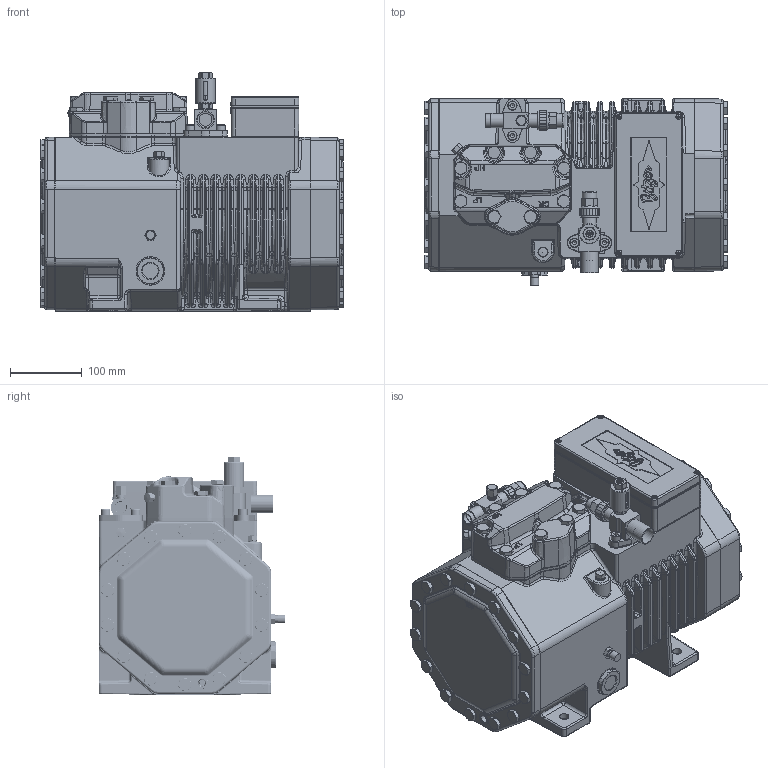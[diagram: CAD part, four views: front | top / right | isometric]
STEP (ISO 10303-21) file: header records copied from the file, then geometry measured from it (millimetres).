
FILE_DESCRIPTION(/* description */ (''),/* implementation_level */ '2;1');
FILE_NAME(/* name */ '2ESL-4K_2CSL-6K_STANDARD.stp',/* time_stamp */ '2013-10-01T15:52:31+02:00',/* author */ (''),/* organization */ (''),/* preprocessor_version */ 'ST-DEVELOPER v14',/* originating_system */ 'SIEMENS PLM Software NX 8.0',/* authorisation */ '');
FILE_SCHEMA (('AUTOMOTIVE_DESIGN { 1 0 10303 214 3 1 1 1 }'));
Products named in the file (5): PROTECT_CAP_PRESS_REL_VALVE; SHUT-OFF_VALVE_D22L_GAS_FILTER; SHUT_OFF_VALVE_D16L_CO2; BODY_CH2; 2ESL-4K_2CSL-6K_STANDARD
Assembly tree (4 placements, depth 2):
  2ESL-4K_2CSL-6K_STANDARD
    BODY_CH2
    SHUT_OFF_VALVE_D16L_CO2
    SHUT-OFF_VALVE_D22L_GAS_FILTER
    PROTECT_CAP_PRESS_REL_VALVE
Bounding box: 423.81 x 261.07 x 333.81 mm (x, y, z)
Volume: 22228118.6 mm3; surface area: 738176.9 mm2
Topology: 4 solids, 40 shells, 4850 faces, 11650 edges, 7018 vertices
Faces by surface type: plane 1900, cylinder 1156, bspline 885, cone 582, extrusion 149, torus 119, sphere 59
Full cylindrical faces by diameter (mm): 2 x2, 4.5 x1, 5 x8, 6 x1, 6.5 x2, 6.8 x4, 7 x1, 7.794 x4, 8.5 x1, 9 x4, 9.391 x2, 9.5 x2, 9.76 x4, 10 x1, 10.287 x1, 10.29 x3, 11 x12, 12 x3, 12.5 x1, 13 x10, 13.716 x1, 14 x2, 15 x5, 16.1 x1, 17 x15, 17.6 x2, 18 x1, 18.5 x1, 19 x3, 20 x3
Entity records: 158676 total; most frequent: CARTESIAN_POINT 51054, ORIENTED_EDGE 22424, DIRECTION 20788, EDGE_CURVE 11212, AXIS2_PLACEMENT_3D 8002, VERTEX_POINT 6907, EDGE_LOOP 5349, ADVANCED_FACE 4850
